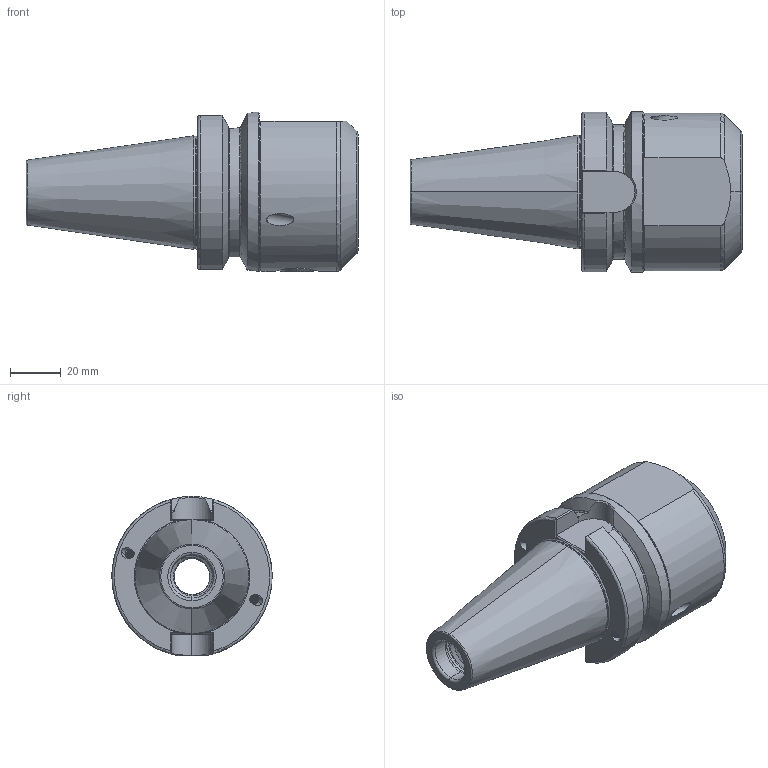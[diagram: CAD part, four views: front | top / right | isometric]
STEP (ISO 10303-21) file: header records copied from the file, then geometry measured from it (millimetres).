
FILE_DESCRIPTION (( 'STEP AP203' ), '1' );
FILE_NAME ('406.04.32.0.STEP', '2016-08-05T10:38:17', ( '' ), ( '' ), 'SwSTEP 2.0', 'SolidWorks 2012', '' );
FILE_SCHEMA (( 'CONFIG_CONTROL_DESIGN' ));
Length unit declared in the file: millimetre
Products named in the file (4): 406.04.32.0; 側固BT_SK_40(25_32)短式_M16x1_8L; 側固BT_SK_40(25_32)短式_M16x1_10L
Assembly tree (3 placements, depth 2):
  406.04.32.0
    406.04.32.0
    側固BT_SK_40(25_32)短式_M16x1_8L
    側固BT_SK_40(25_32)短式_M16x1_10L
Bounding box: 130.4 x 63 x 62.55 mm (x, y, z)
Volume: 170264.1 mm3; surface area: 39600.6 mm2
Topology: 3 solids, 3 shells, 337 faces, 933 edges, 602 vertices
Faces by surface type: cylinder 171, plane 56, cone 43, bspline 42, torus 25
Entity records: 40571 total; most frequent: CARTESIAN_POINT 32898, ORIENTED_EDGE 1858, DIRECTION 1167, EDGE_CURVE 929, VERTEX_POINT 602, AXIS2_PLACEMENT_3D 450, EDGE_LOOP 355, FACE_OUTER_BOUND 337
